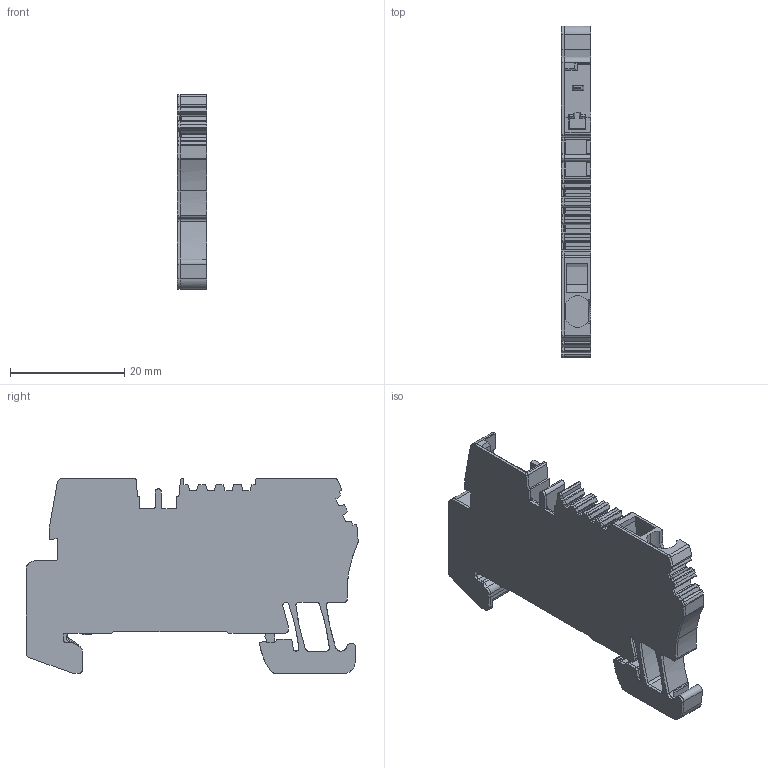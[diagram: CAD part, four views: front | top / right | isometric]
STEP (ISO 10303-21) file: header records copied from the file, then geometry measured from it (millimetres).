
FILE_DESCRIPTION(('CATIA V5R22 STEP214','CAx-IF Rec.Pracs.--- Model Styling and Organization---1.4--- 2014-01-23'),'2;1');
FILE_NAME ('022637-3_0', '2021-04-13T04:54:54+00:00', ('Weidmueller Interface'), ('Weidmueller'), 'CATIA Version 5-6 Release 2016 SP3 HF44', 'CATIA V5 STEP AP214', 'none');
FILE_SCHEMA(('AUTOMOTIVE_DESIGN { 1 0 10303 214 1 1 1 1 }'));
Length unit declared in the file: millimetre
Products named in the file (1): 34445_ZTPE_2.5_2AN_1_AllCATPart
Bounding box: 5.1 x 58 x 34.05 mm (x, y, z)
Volume: 6425.4 mm3; surface area: 8091.3 mm2
Topology: 8 solids, 8 shells, 578 faces, 1664 edges, 1104 vertices
Faces by surface type: plane 360, cylinder 202, torus 12, sphere 2, extrusion 2
Entity records: 17955 total; most frequent: CARTESIAN_POINT 4076, ORIENTED_EDGE 3324, DIRECTION 2149, EDGE_CURVE 1662, VECTOR 1211, LINE 1209, VERTEX_POINT 1104, AXIS2_PLACEMENT_3D 614
